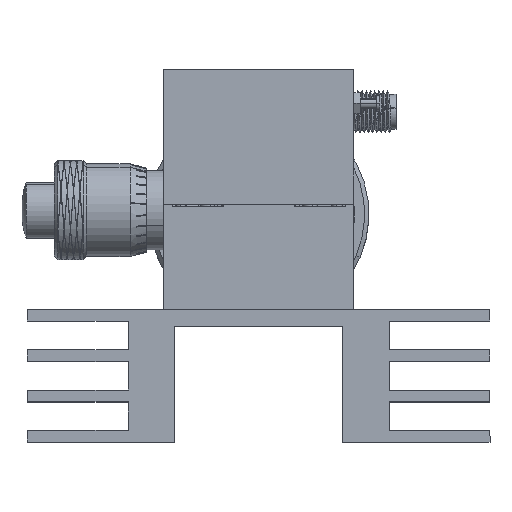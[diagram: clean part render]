
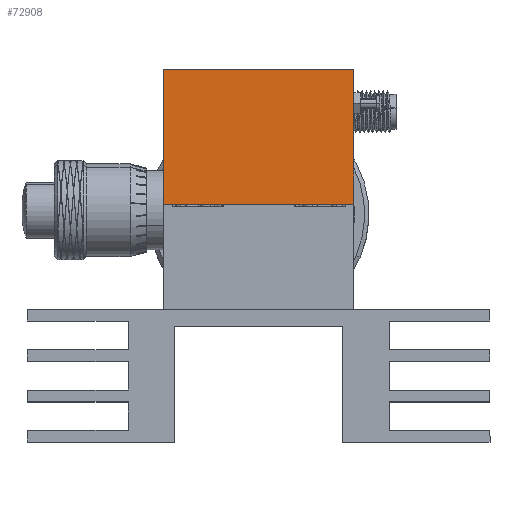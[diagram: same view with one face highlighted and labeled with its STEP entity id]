
A CAD part, top view. The second image highlights one B-rep face of the part: STEP entity #72908.
In plain terms, the highlighted planar face has unit normal (0, 0, 1).
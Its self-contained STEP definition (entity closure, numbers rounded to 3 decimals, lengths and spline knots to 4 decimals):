
#4688 = VERTEX_POINT ( 'NONE', #137682 ) ;
#8779 = LINE ( 'NONE', #124126, #137097 ) ;
#9782 = FACE_OUTER_BOUND ( 'NONE', #45768, .T. ) ;
#20681 = LINE ( 'NONE', #98448, #123630 ) ;
#20895 = CARTESIAN_POINT ( 'NONE',  ( -0.6635, 0.4168, 0.8057 ) ) ;
#24090 = DIRECTION ( 'NONE',  ( 0., -1., 0. ) ) ;
#24510 = VERTEX_POINT ( 'NONE', #101340 ) ;
#33465 = CARTESIAN_POINT ( 'NONE',  ( -0.6635, 1.2168, 0.8057 ) ) ;
#40810 = EDGE_CURVE ( 'NONE', #152988, #4688, #66928, .T. ) ;
#44925 = ORIENTED_EDGE ( 'NONE', *, *, #155901, .F. ) ;
#45768 = EDGE_LOOP ( 'NONE', ( #72471, #44925, #82629, #71155 ) ) ;
#55497 = CARTESIAN_POINT ( 'NONE',  ( -0.6635, 1.2168, 0.8057 ) ) ;
#57442 = DIRECTION ( 'NONE',  ( 1., 0., 0. ) ) ;
#62399 = EDGE_CURVE ( 'NONE', #152988, #24510, #20681, .T. ) ;
#66928 = LINE ( 'NONE', #33465, #146284 ) ;
#71155 = ORIENTED_EDGE ( 'NONE', *, *, #62399, .T. ) ;
#72471 = ORIENTED_EDGE ( 'NONE', *, *, #105186, .T. ) ;
#72908 = ADVANCED_FACE ( 'NONE', ( #9782 ), #79939, .F. ) ;
#79395 = DIRECTION ( 'NONE',  ( -1., 0., 0. ) ) ;
#79939 = PLANE ( 'NONE',  #141549 ) ;
#81910 = VECTOR ( 'NONE', #157146, 39.3701 ) ;
#82629 = ORIENTED_EDGE ( 'NONE', *, *, #40810, .F. ) ;
#91760 = DIRECTION ( 'NONE',  ( 0., 0., -1. ) ) ;
#98448 = CARTESIAN_POINT ( 'NONE',  ( -1.7935, 1.2168, 0.8057 ) ) ;
#98750 = CARTESIAN_POINT ( 'NONE',  ( -1.7935, 1.2168, 0.8057 ) ) ;
#100795 = DIRECTION ( 'NONE',  ( 0., -1., 0. ) ) ;
#101340 = CARTESIAN_POINT ( 'NONE',  ( -1.7935, 0.4168, 0.8057 ) ) ;
#105186 = EDGE_CURVE ( 'NONE', #24510, #145840, #147870, .T. ) ;
#123630 = VECTOR ( 'NONE', #24090, 39.3701 ) ;
#124126 = CARTESIAN_POINT ( 'NONE',  ( -0.6635, 1.2168, 0.8057 ) ) ;
#137097 = VECTOR ( 'NONE', #100795, 39.3701 ) ;
#137682 = CARTESIAN_POINT ( 'NONE',  ( -0.6635, 1.2168, 0.8057 ) ) ;
#141549 = AXIS2_PLACEMENT_3D ( 'NONE', #55497, #91760, #79395 ) ;
#145840 = VERTEX_POINT ( 'NONE', #149011 ) ;
#146284 = VECTOR ( 'NONE', #57442, 39.3701 ) ;
#147870 = LINE ( 'NONE', #20895, #81910 ) ;
#149011 = CARTESIAN_POINT ( 'NONE',  ( -0.6635, 0.4168, 0.8057 ) ) ;
#152988 = VERTEX_POINT ( 'NONE', #98750 ) ;
#155901 = EDGE_CURVE ( 'NONE', #4688, #145840, #8779, .T. ) ;
#157146 = DIRECTION ( 'NONE',  ( 1., 0., 0. ) ) ;
